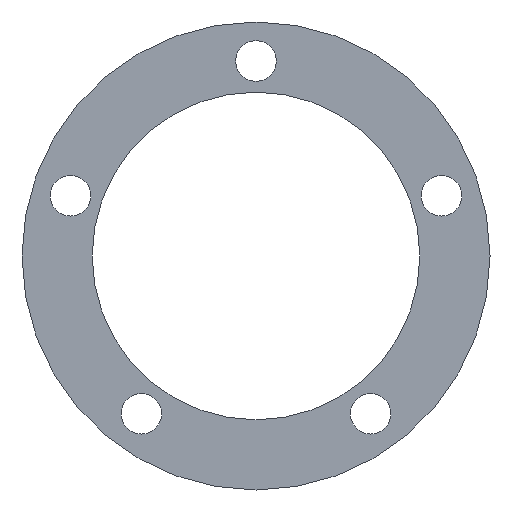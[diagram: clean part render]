
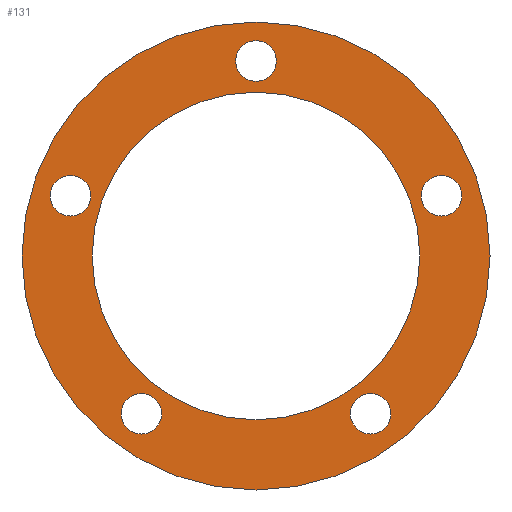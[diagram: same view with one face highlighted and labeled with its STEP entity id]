
A CAD part, front view. The second image highlights one B-rep face of the part: STEP entity #131.
In plain terms, the highlighted planar face has unit normal (0, -1, 0).
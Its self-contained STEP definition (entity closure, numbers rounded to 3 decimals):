
#24=CARTESIAN_POINT('',(353.932,-10.,1667.05));
#25=VERTEX_POINT('',#24);
#26=CARTESIAN_POINT('',(374.932,-10.,1667.05));
#27=DIRECTION('',(0.,1.,0.));
#28=DIRECTION('',(1.,0.,0.));
#29=AXIS2_PLACEMENT_3D('',#26,#27,#28);
#30=CIRCLE('',#29,21.);
#31=EDGE_CURVE('',#25,#25,#30,.T.);
#57=CARTESIAN_POINT('',(344.932,-10.,1667.05));
#58=VERTEX_POINT('',#57);
#59=CARTESIAN_POINT('',(374.932,-10.,1667.05));
#60=DIRECTION('',(0.,1.,0.));
#61=DIRECTION('',(1.,0.,0.));
#62=AXIS2_PLACEMENT_3D('',#59,#60,#61);
#63=CIRCLE('',#62,30.);
#64=EDGE_CURVE('',#58,#58,#63,.T.);
#65=ORIENTED_EDGE('',*,*,#64,.F.);
#66=EDGE_LOOP('',(#65));
#67=FACE_OUTER_BOUND('',#66,.T.);
#68=ORIENTED_EDGE('',*,*,#31,.T.);
#69=EDGE_LOOP('',(#68));
#70=FACE_BOUND('',#69,.T.);
#71=CARTESIAN_POINT('',(396.108,-10.,1674.775));
#72=VERTEX_POINT('',#71);
#73=CARTESIAN_POINT('',(398.708,-10.,1674.775));
#74=DIRECTION('',(0.,1.,0.));
#75=DIRECTION('',(1.,0.,0.));
#76=AXIS2_PLACEMENT_3D('',#73,#74,#75);
#77=CIRCLE('',#76,2.6);
#78=EDGE_CURVE('',#72,#72,#77,.T.);
#79=ORIENTED_EDGE('',*,*,#78,.T.);
#80=EDGE_LOOP('',(#79));
#81=FACE_BOUND('',#80,.T.);
#82=CARTESIAN_POINT('',(387.026,-10.,1646.825));
#83=VERTEX_POINT('',#82);
#84=CARTESIAN_POINT('',(389.626,-10.,1646.825));
#85=DIRECTION('',(0.,1.,0.));
#86=DIRECTION('',(1.,0.,0.));
#87=AXIS2_PLACEMENT_3D('',#84,#85,#86);
#88=CIRCLE('',#87,2.6);
#89=EDGE_CURVE('',#83,#83,#88,.T.);
#90=ORIENTED_EDGE('',*,*,#89,.T.);
#91=EDGE_LOOP('',(#90));
#92=FACE_BOUND('',#91,.T.);
#93=CARTESIAN_POINT('',(357.637,-10.,1646.825));
#94=VERTEX_POINT('',#93);
#95=CARTESIAN_POINT('',(360.237,-10.,1646.825));
#96=DIRECTION('',(0.,1.,0.));
#97=DIRECTION('',(1.,0.,0.));
#98=AXIS2_PLACEMENT_3D('',#95,#96,#97);
#99=CIRCLE('',#98,2.6);
#100=EDGE_CURVE('',#94,#94,#99,.T.);
#101=ORIENTED_EDGE('',*,*,#100,.T.);
#102=EDGE_LOOP('',(#101));
#103=FACE_BOUND('',#102,.T.);
#104=CARTESIAN_POINT('',(348.555,-10.,1674.775));
#105=VERTEX_POINT('',#104);
#106=CARTESIAN_POINT('',(351.155,-10.,1674.775));
#107=DIRECTION('',(0.,1.,0.));
#108=DIRECTION('',(1.,0.,0.));
#109=AXIS2_PLACEMENT_3D('',#106,#107,#108);
#110=CIRCLE('',#109,2.6);
#111=EDGE_CURVE('',#105,#105,#110,.T.);
#112=ORIENTED_EDGE('',*,*,#111,.T.);
#113=EDGE_LOOP('',(#112));
#114=FACE_BOUND('',#113,.T.);
#115=CARTESIAN_POINT('',(372.332,-10.,1692.05));
#116=VERTEX_POINT('',#115);
#117=CARTESIAN_POINT('',(374.932,-10.,1692.05));
#118=DIRECTION('',(0.,1.,0.));
#119=DIRECTION('',(1.,0.,0.));
#120=AXIS2_PLACEMENT_3D('',#117,#118,#119);
#121=CIRCLE('',#120,2.6);
#122=EDGE_CURVE('',#116,#116,#121,.T.);
#123=ORIENTED_EDGE('',*,*,#122,.T.);
#124=EDGE_LOOP('',(#123));
#125=FACE_BOUND('',#124,.T.);
#126=CARTESIAN_POINT('',(374.932,-10.,1667.05));
#127=DIRECTION('',(0.,1.,0.));
#128=DIRECTION('',(-1.,0.,0.));
#129=AXIS2_PLACEMENT_3D('',#126,#127,#128);
#130=PLANE('',#129);
#131=ADVANCED_FACE('',(#67,#70,#81,#92,#103,#114,#125),#130,.F.);
